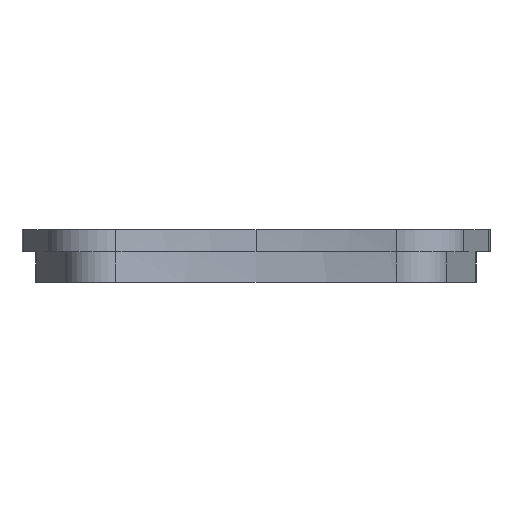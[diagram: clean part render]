
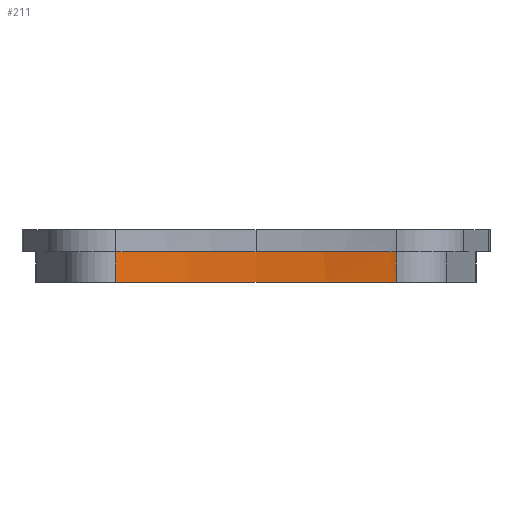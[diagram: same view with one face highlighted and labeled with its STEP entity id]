
A CAD part, front view. The second image highlights one B-rep face of the part: STEP entity #211.
In plain terms, the highlighted cylindrical face has radius 83.5 mm (diameter 167 mm), a partial arc.
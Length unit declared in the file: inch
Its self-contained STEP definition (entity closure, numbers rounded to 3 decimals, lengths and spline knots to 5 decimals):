
#23 = CARTESIAN_POINT ( 'NONE',  ( 0.80398, -1.55455, -0.17323 ) ) ;
#34 = EDGE_LOOP ( 'NONE', ( #350, #849, #1613, #1254, #1105, #893 ) ) ;
#56 = LINE ( 'NONE', #1466, #1595 ) ;
#211 = ADVANCED_FACE ( 'NONE', ( #1318 ), #871, .F. ) ;
#274 = CARTESIAN_POINT ( 'NONE',  ( 0., -4.74213, -0.17323 ) ) ;
#295 = CARTESIAN_POINT ( 'NONE',  ( -0.75588, -1.5428, 0. ) ) ;
#350 = ORIENTED_EDGE ( 'NONE', *, *, #764, .F. ) ;
#450 = AXIS2_PLACEMENT_3D ( 'NONE', #274, #1177, #1195 ) ;
#460 = AXIS2_PLACEMENT_3D ( 'NONE', #1183, #1565, #897 ) ;
#465 = CARTESIAN_POINT ( 'NONE',  ( 0., -4.74213, 0. ) ) ;
#480 = DIRECTION ( 'NONE',  ( 0., 0., -1. ) ) ;
#485 = DIRECTION ( 'NONE',  ( -1., 0., 0. ) ) ;
#487 = LINE ( 'NONE', #1192, #999 ) ;
#492 = CARTESIAN_POINT ( 'NONE',  ( 0.80398, -1.55455, 0. ) ) ;
#495 = EDGE_CURVE ( 'NONE', #600, #1008, #56, .T. ) ;
#519 = EDGE_CURVE ( 'NONE', #600, #1534, #1262, .T. ) ;
#590 = DIRECTION ( 'NONE',  ( 0., 0., -1. ) ) ;
#600 = VERTEX_POINT ( 'NONE', #1287 ) ;
#626 = AXIS2_PLACEMENT_3D ( 'NONE', #959, #841, #1077 ) ;
#644 = CIRCLE ( 'NONE', #626, 3.2874 ) ;
#657 = VERTEX_POINT ( 'NONE', #1069 ) ;
#710 = CARTESIAN_POINT ( 'NONE',  ( 0., -4.74213, 0. ) ) ;
#764 = EDGE_CURVE ( 'NONE', #1008, #887, #1626, .T. ) ;
#812 = DIRECTION ( 'NONE',  ( 0., 0., 1. ) ) ;
#815 = AXIS2_PLACEMENT_3D ( 'NONE', #465, #480, #485 ) ;
#831 = DIRECTION ( 'NONE',  ( 0., 0., 1. ) ) ;
#841 = DIRECTION ( 'NONE',  ( 0., 0., -1. ) ) ;
#849 = ORIENTED_EDGE ( 'NONE', *, *, #495, .F. ) ;
#871 = CYLINDRICAL_SURFACE ( 'NONE', #450, 3.2874 ) ;
#887 = VERTEX_POINT ( 'NONE', #295 ) ;
#893 = ORIENTED_EDGE ( 'NONE', *, *, #1111, .F. ) ;
#897 = DIRECTION ( 'NONE',  ( -1., 0., 0. ) ) ;
#944 = AXIS2_PLACEMENT_3D ( 'NONE', #710, #590, #1598 ) ;
#959 = CARTESIAN_POINT ( 'NONE',  ( 0., -4.74213, 0. ) ) ;
#999 = VECTOR ( 'NONE', #812, 39.37008 ) ;
#1008 = VERTEX_POINT ( 'NONE', #1310 ) ;
#1062 = CIRCLE ( 'NONE', #944, 3.2874 ) ;
#1069 = CARTESIAN_POINT ( 'NONE',  ( 0.75588, -1.5428, 0. ) ) ;
#1077 = DIRECTION ( 'NONE',  ( -1., 0., 0. ) ) ;
#1105 = ORIENTED_EDGE ( 'NONE', *, *, #1194, .F. ) ;
#1111 = EDGE_CURVE ( 'NONE', #887, #657, #644, .T. ) ;
#1177 = DIRECTION ( 'NONE',  ( 0., 0., 1. ) ) ;
#1183 = CARTESIAN_POINT ( 'NONE',  ( 0., -4.74213, -0.17323 ) ) ;
#1192 = CARTESIAN_POINT ( 'NONE',  ( 0.80398, -1.55455, -0.17323 ) ) ;
#1194 = EDGE_CURVE ( 'NONE', #657, #1494, #1062, .T. ) ;
#1195 = DIRECTION ( 'NONE',  ( 1., 0., 0. ) ) ;
#1254 = ORIENTED_EDGE ( 'NONE', *, *, #1548, .T. ) ;
#1262 = CIRCLE ( 'NONE', #460, 3.2874 ) ;
#1287 = CARTESIAN_POINT ( 'NONE',  ( -0.80398, -1.55455, -0.17323 ) ) ;
#1310 = CARTESIAN_POINT ( 'NONE',  ( -0.80398, -1.55455, 0. ) ) ;
#1318 = FACE_OUTER_BOUND ( 'NONE', #34, .T. ) ;
#1466 = CARTESIAN_POINT ( 'NONE',  ( -0.80398, -1.55455, -0.17323 ) ) ;
#1494 = VERTEX_POINT ( 'NONE', #492 ) ;
#1534 = VERTEX_POINT ( 'NONE', #23 ) ;
#1548 = EDGE_CURVE ( 'NONE', #1534, #1494, #487, .T. ) ;
#1565 = DIRECTION ( 'NONE',  ( 0., 0., -1. ) ) ;
#1595 = VECTOR ( 'NONE', #831, 39.37008 ) ;
#1598 = DIRECTION ( 'NONE',  ( -1., 0., 0. ) ) ;
#1613 = ORIENTED_EDGE ( 'NONE', *, *, #519, .T. ) ;
#1626 = CIRCLE ( 'NONE', #815, 3.2874 ) ;
